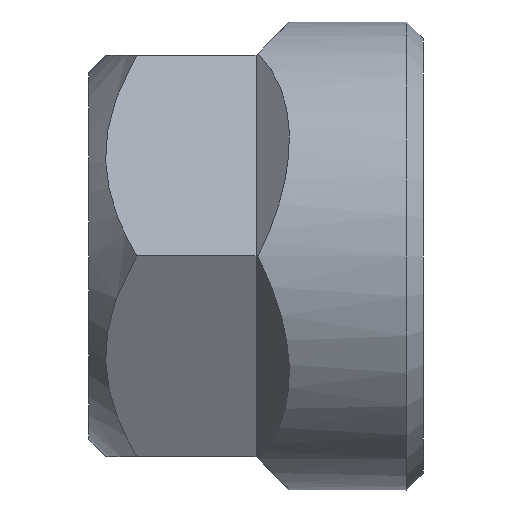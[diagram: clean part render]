
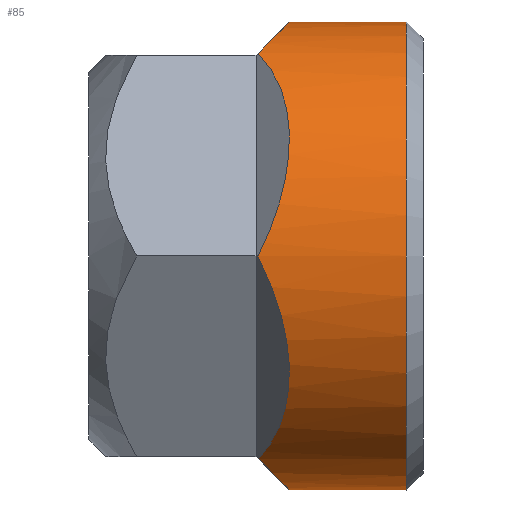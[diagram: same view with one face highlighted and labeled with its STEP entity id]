
A CAD part, left-side view. The second image highlights one B-rep face of the part: STEP entity #85.
In plain terms, the highlighted cylindrical face has radius 7 mm (diameter 14 mm), a full revolution.
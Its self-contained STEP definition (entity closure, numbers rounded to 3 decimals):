
#85 = ADVANCED_FACE( 'NONE', ( #120, #121 ), #122, .T. );
#120 = FACE_OUTER_BOUND( '', #170, .T. );
#121 = FACE_OUTER_BOUND( '', #171, .T. );
#122 = CYLINDRICAL_SURFACE( '', #172, 7. );
#170 = EDGE_LOOP( '', ( #263 ) );
#171 = EDGE_LOOP( '', ( #264, #265, #266, #267, #268, #269, #270, #271 ) );
#172 = AXIS2_PLACEMENT_3D( '', #272, #273, #274 );
#263 = ORIENTED_EDGE( '', *, *, #364, .F. );
#264 = ORIENTED_EDGE( '', *, *, #373, .T. );
#265 = ORIENTED_EDGE( '', *, *, #374, .T. );
#266 = ORIENTED_EDGE( '', *, *, #368, .T. );
#267 = ORIENTED_EDGE( '', *, *, #354, .T. );
#268 = ORIENTED_EDGE( '', *, *, #375, .T. );
#269 = ORIENTED_EDGE( '', *, *, #376, .T. );
#270 = ORIENTED_EDGE( '', *, *, #377, .T. );
#271 = ORIENTED_EDGE( '', *, *, #371, .T. );
#272 = CARTESIAN_POINT( '', ( 0., -2.943, 0. ) );
#273 = DIRECTION( '', ( 0., 1., 0. ) );
#274 = DIRECTION( '', ( 0., 0., -1. ) );
#354 = EDGE_CURVE( 'NONE', #400, #405, #407, .T. );
#364 = EDGE_CURVE( 'NONE', #424, #424, #425, .T. );
#368 = EDGE_CURVE( 'NONE', #428, #400, #431, .T. );
#371 = EDGE_CURVE( 'NONE', #432, #434, #436, .T. );
#373 = EDGE_CURVE( 'NONE', #434, #439, #440, .T. );
#374 = EDGE_CURVE( 'NONE', #439, #428, #441, .T. );
#375 = EDGE_CURVE( 'NONE', #405, #442, #443, .T. );
#376 = EDGE_CURVE( 'NONE', #442, #444, #445, .T. );
#377 = EDGE_CURVE( 'NONE', #444, #432, #446, .T. );
#400 = VERTEX_POINT( 'NONE', #491 );
#405 = VERTEX_POINT( 'NONE', #498 );
#407 = ( BOUNDED_CURVE(  )B_SPLINE_CURVE( 3, ( #503, #504, #505, #506 ), .UNSPECIFIED., .F., .F. )B_SPLINE_CURVE_WITH_KNOTS( ( 4, 4 ), ( 5.76, 6.807 ), .UNSPECIFIED. )CURVE(  )GEOMETRIC_REPRESENTATION_ITEM(  )RATIONAL_B_SPLINE_CURVE( ( 1., 0.911, 0.911, 1. ) )REPRESENTATION_ITEM( '' ) );
#424 = VERTEX_POINT( '', #548 );
#425 = CIRCLE( '', #549, 7. );
#428 = VERTEX_POINT( 'NONE', #552 );
#431 = ( BOUNDED_CURVE(  )B_SPLINE_CURVE( 3, ( #559, #560, #561, #562 ), .UNSPECIFIED., .F., .F. )B_SPLINE_CURVE_WITH_KNOTS( ( 4, 4 ), ( 5.76, 6.807 ), .UNSPECIFIED. )CURVE(  )GEOMETRIC_REPRESENTATION_ITEM(  )RATIONAL_B_SPLINE_CURVE( ( 1., 0.911, 0.911, 1. ) )REPRESENTATION_ITEM( '' ) );
#432 = VERTEX_POINT( 'NONE', #568 );
#434 = VERTEX_POINT( 'NONE', #571 );
#436 = ( BOUNDED_CURVE(  )B_SPLINE_CURVE( 3, ( #576, #577, #578, #579 ), .UNSPECIFIED., .F., .F. )B_SPLINE_CURVE_WITH_KNOTS( ( 4, 4 ), ( 5.76, 6.807 ), .UNSPECIFIED. )CURVE(  )GEOMETRIC_REPRESENTATION_ITEM(  )RATIONAL_B_SPLINE_CURVE( ( 1., 0.911, 0.911, 1. ) )REPRESENTATION_ITEM( '' ) );
#439 = VERTEX_POINT( 'NONE', #587 );
#440 = ( BOUNDED_CURVE(  )B_SPLINE_CURVE( 3, ( #590, #591, #592, #593 ), .UNSPECIFIED., .F., .F. )B_SPLINE_CURVE_WITH_KNOTS( ( 4, 4 ), ( 5.76, 6.283 ), .UNSPECIFIED. )CURVE(  )GEOMETRIC_REPRESENTATION_ITEM(  )RATIONAL_B_SPLINE_CURVE( ( 1., 0.977, 0.977, 1. ) )REPRESENTATION_ITEM( '' ) );
#441 = ( BOUNDED_CURVE(  )B_SPLINE_CURVE( 3, ( #601, #602, #603, #604 ), .UNSPECIFIED., .F., .F. )B_SPLINE_CURVE_WITH_KNOTS( ( 4, 4 ), ( 0., 0.524 ), .UNSPECIFIED. )CURVE(  )GEOMETRIC_REPRESENTATION_ITEM(  )RATIONAL_B_SPLINE_CURVE( ( 1., 0.977, 0.977, 1. ) )REPRESENTATION_ITEM( '' ) );
#442 = VERTEX_POINT( 'NONE', #610 );
#443 = ( BOUNDED_CURVE(  )B_SPLINE_CURVE( 3, ( #613, #614, #615, #616 ), .UNSPECIFIED., .F., .F. )B_SPLINE_CURVE_WITH_KNOTS( ( 4, 4 ), ( 5.76, 6.283 ), .UNSPECIFIED. )CURVE(  )GEOMETRIC_REPRESENTATION_ITEM(  )RATIONAL_B_SPLINE_CURVE( ( 1., 0.977, 0.977, 1. ) )REPRESENTATION_ITEM( '' ) );
#444 = VERTEX_POINT( 'NONE', #622 );
#445 = ( BOUNDED_CURVE(  )B_SPLINE_CURVE( 3, ( #625, #626, #627, #628 ), .UNSPECIFIED., .F., .F. )B_SPLINE_CURVE_WITH_KNOTS( ( 4, 4 ), ( 0., 0.524 ), .UNSPECIFIED. )CURVE(  )GEOMETRIC_REPRESENTATION_ITEM(  )RATIONAL_B_SPLINE_CURVE( ( 1., 0.977, 0.977, 1. ) )REPRESENTATION_ITEM( '' ) );
#446 = ( BOUNDED_CURVE(  )B_SPLINE_CURVE( 3, ( #636, #637, #638, #639 ), .UNSPECIFIED., .F., .F. )B_SPLINE_CURVE_WITH_KNOTS( ( 4, 4 ), ( 5.76, 6.807 ), .UNSPECIFIED. )CURVE(  )GEOMETRIC_REPRESENTATION_ITEM(  )RATIONAL_B_SPLINE_CURVE( ( 1., 0.911, 0.911, 1. ) )REPRESENTATION_ITEM( '' ) );
#491 = CARTESIAN_POINT( '', ( -7., 4.938, 0. ) );
#498 = CARTESIAN_POINT( '', ( -3.5, 4.938, -6.062 ) );
#503 = CARTESIAN_POINT( '', ( -7., 4.938, 0. ) );
#504 = CARTESIAN_POINT( '', ( -7., 3.657, -2.562 ) );
#505 = CARTESIAN_POINT( '', ( -5.719, 3.657, -4.781 ) );
#506 = CARTESIAN_POINT( '', ( -3.5, 4.938, -6.062 ) );
#548 = CARTESIAN_POINT( '', ( 0., 0.5, -7. ) );
#549 = AXIS2_PLACEMENT_3D( '', #689, #690, #691 );
#552 = CARTESIAN_POINT( '', ( -3.5, 4.938, 6.062 ) );
#559 = CARTESIAN_POINT( '', ( -3.5, 4.938, 6.062 ) );
#560 = CARTESIAN_POINT( '', ( -5.719, 3.657, 4.781 ) );
#561 = CARTESIAN_POINT( '', ( -7., 3.657, 2.562 ) );
#562 = CARTESIAN_POINT( '', ( -7., 4.938, 0. ) );
#568 = CARTESIAN_POINT( '', ( 7., 4.938, 0. ) );
#571 = CARTESIAN_POINT( '', ( 3.5, 4.938, 6.062 ) );
#576 = CARTESIAN_POINT( '', ( 7., 4.938, 0. ) );
#577 = CARTESIAN_POINT( '', ( 7., 3.657, 2.562 ) );
#578 = CARTESIAN_POINT( '', ( 5.719, 3.657, 4.781 ) );
#579 = CARTESIAN_POINT( '', ( 3.5, 4.938, 6.062 ) );
#587 = CARTESIAN_POINT( '', ( 0., 4., 7. ) );
#590 = CARTESIAN_POINT( '', ( 3.5, 4.938, 6.062 ) );
#591 = CARTESIAN_POINT( '', ( 2.43, 4.32, 6.68 ) );
#592 = CARTESIAN_POINT( '', ( 1.236, 4., 7. ) );
#593 = CARTESIAN_POINT( '', ( 0., 4., 7. ) );
#601 = CARTESIAN_POINT( '', ( 0., 4., 7. ) );
#602 = CARTESIAN_POINT( '', ( -1.236, 4., 7. ) );
#603 = CARTESIAN_POINT( '', ( -2.43, 4.32, 6.68 ) );
#604 = CARTESIAN_POINT( '', ( -3.5, 4.938, 6.062 ) );
#610 = CARTESIAN_POINT( '', ( 0., 4., -7. ) );
#613 = CARTESIAN_POINT( '', ( -3.5, 4.938, -6.062 ) );
#614 = CARTESIAN_POINT( '', ( -2.43, 4.32, -6.68 ) );
#615 = CARTESIAN_POINT( '', ( -1.236, 4., -7. ) );
#616 = CARTESIAN_POINT( '', ( 0., 4., -7. ) );
#622 = CARTESIAN_POINT( '', ( 3.5, 4.938, -6.062 ) );
#625 = CARTESIAN_POINT( '', ( 0., 4., -7. ) );
#626 = CARTESIAN_POINT( '', ( 1.236, 4., -7. ) );
#627 = CARTESIAN_POINT( '', ( 2.43, 4.32, -6.68 ) );
#628 = CARTESIAN_POINT( '', ( 3.5, 4.938, -6.062 ) );
#636 = CARTESIAN_POINT( '', ( 3.5, 4.938, -6.062 ) );
#637 = CARTESIAN_POINT( '', ( 5.719, 3.657, -4.781 ) );
#638 = CARTESIAN_POINT( '', ( 7., 3.657, -2.562 ) );
#639 = CARTESIAN_POINT( '', ( 7., 4.938, 0. ) );
#689 = CARTESIAN_POINT( '', ( 0., 0.5, 0. ) );
#690 = DIRECTION( '', ( 0., -1., 0. ) );
#691 = DIRECTION( '', ( 0., 0., -1. ) );
